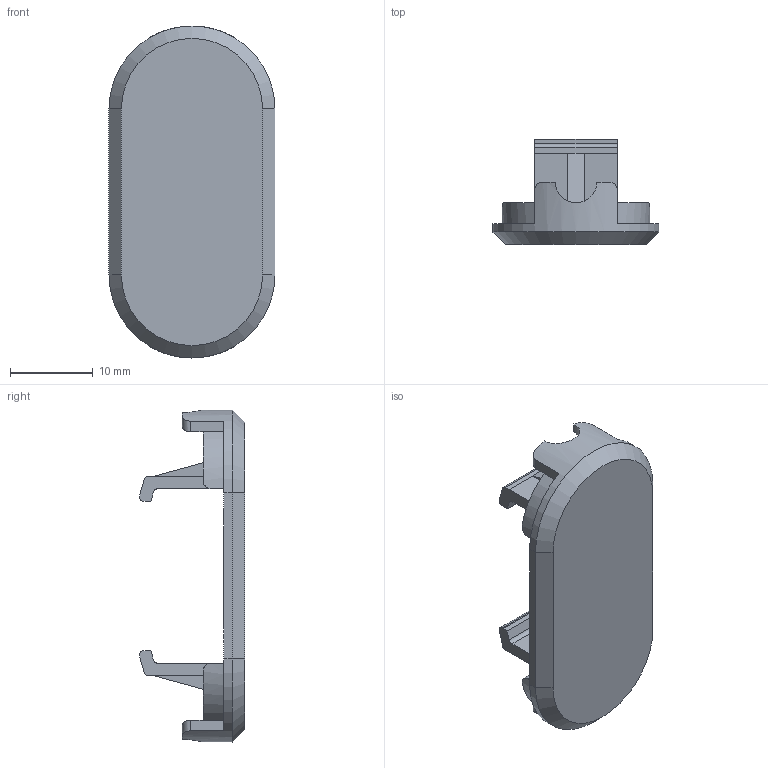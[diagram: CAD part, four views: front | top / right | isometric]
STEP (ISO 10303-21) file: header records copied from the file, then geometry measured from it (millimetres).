
FILE_DESCRIPTION(/* description */ (''),/* implementation_level */ '2;1');
FILE_NAME(/* name */ 'Component1.step',/* time_stamp */ '2018-01-17T16:09:50+01:00',/* author */ (''),/* organization */ (''),/* preprocessor_version */ 'ST-DEVELOPER v16.13',/* originating_system */ 'Autodesk Translation Framework v6.5.0.72',/* authorisation */ '');
FILE_SCHEMA (('AUTOMOTIVE_DESIGN { 1 0 10303 214 3 1 1 }'));
Length unit declared in the file: millimetre
Products named in the file (1): FusionComponent
Bounding box: 20 x 12.68 x 40 mm (x, y, z)
Volume: 1693.6 mm3; surface area: 2706.3 mm2
Topology: 1 solids, 1 shells, 97 faces, 264 edges, 170 vertices
Faces by surface type: plane 57, cylinder 38, cone 2
Entity records: 3252 total; most frequent: CARTESIAN_POINT 746, ORIENTED_EDGE 528, DIRECTION 506, EDGE_CURVE 264, LINE 174, VECTOR 174, VERTEX_POINT 170, AXIS2_PLACEMENT_3D 166
